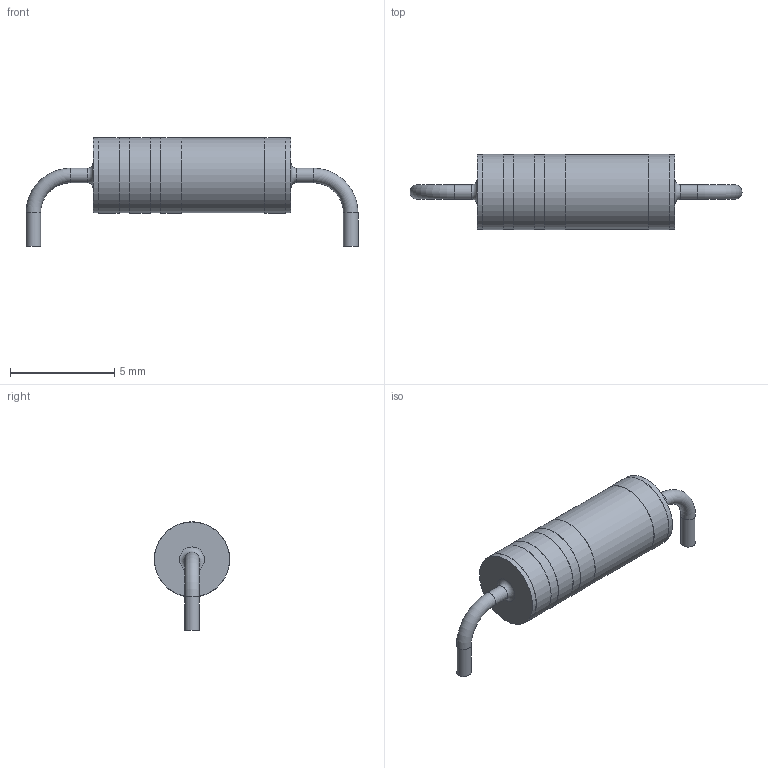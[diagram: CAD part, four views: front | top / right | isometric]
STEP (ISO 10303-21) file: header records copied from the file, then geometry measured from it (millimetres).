
FILE_DESCRIPTION(('FreeCAD Model'),'2;1');
FILE_NAME('R_Carbon_Composition_1k_tol5.step','2019-04-24T00:57:55',(''),(''), 'Open CASCADE STEP processor 7.2','FreeCAD','Unknown');
FILE_SCHEMA(('AUTOMOTIVE_DESIGN { 1 0 10303 214 1 1 1 1 }'));
Length unit declared in the file: millimetre
Products named in the file (1): Fusion001
Bounding box: 15.94 x 3.62 x 5.21 mm (x, y, z)
Volume: 101.5 mm3; surface area: 152.7 mm2
Topology: 1 solids, 1 shells, 29 faces, 45 edges, 28 vertices
Faces by surface type: cylinder 13, plane 12, torus 4
Full cylindrical faces by diameter (mm): 0.7 x4, 3.6 x5, 3.62 x4
Entity records: 884 total; most frequent: DIRECTION 137, CARTESIAN_POINT 103, ORIENTED_EDGE 90, AXIS2_PLACEMENT_3D 62, EDGE_CURVE 45, FACE_BOUND 39, EDGE_LOOP 39, CIRCLE 32
